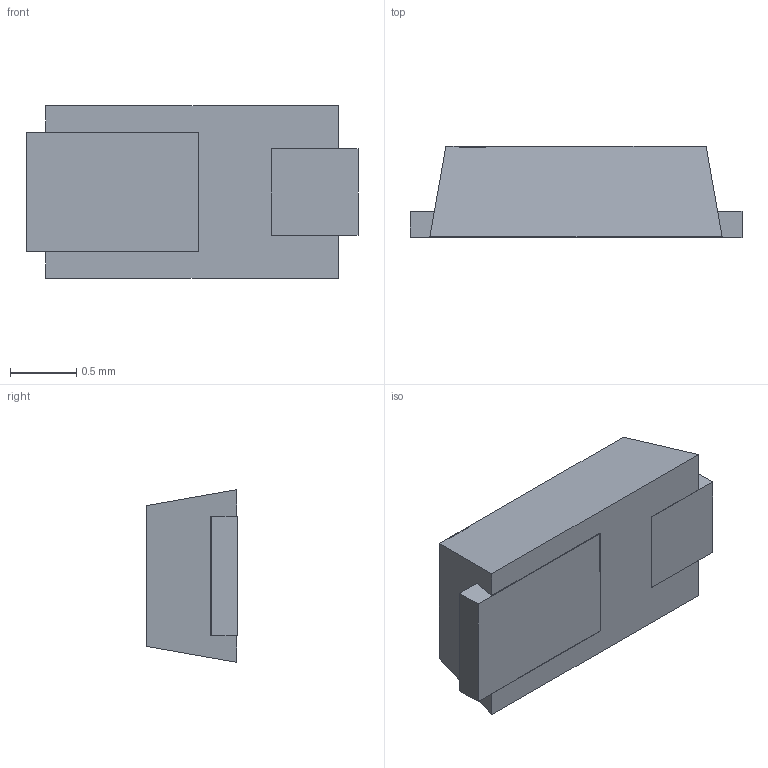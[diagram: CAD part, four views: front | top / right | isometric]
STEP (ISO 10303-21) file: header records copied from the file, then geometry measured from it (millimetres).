
FILE_DESCRIPTION (( 'STEP AP214' ), '1' );
FILE_NAME ('User Library-MicroSMP-1.STEP', '2018-05-23T09:03:32', ( '' ), ( '' ), 'SwSTEP 2.0', 'SolidWorks 2018', '' );
FILE_SCHEMA (( 'AUTOMOTIVE_DESIGN' ));
Length unit declared in the file: millimetre
Products named in the file (3): User Library-MicroSMP-1_Pins; User Library-MicroSMP-1; User Library-MicroSMP-1_Body
Assembly tree (2 placements, depth 2):
  User Library-MicroSMP-1
    User Library-MicroSMP-1_Body
    User Library-MicroSMP-1_Pins
Bounding box: 2.5 x 0.68 x 1.3 mm (x, y, z)
Volume: 1.7 mm3; surface area: 15.4 mm2
Topology: 3 solids, 3 shells, 95 faces, 248 edges, 164 vertices
Faces by surface type: plane 70, bspline 25
Entity records: 5232 total; most frequent: CARTESIAN_POINT 1905, ORIENTED_EDGE 496, DIRECTION 348, EDGE_CURVE 248, LINE 198, VECTOR 198, VERTEX_POINT 164, UNCERTAINTY_MEASURE_WITH_UNIT 103
